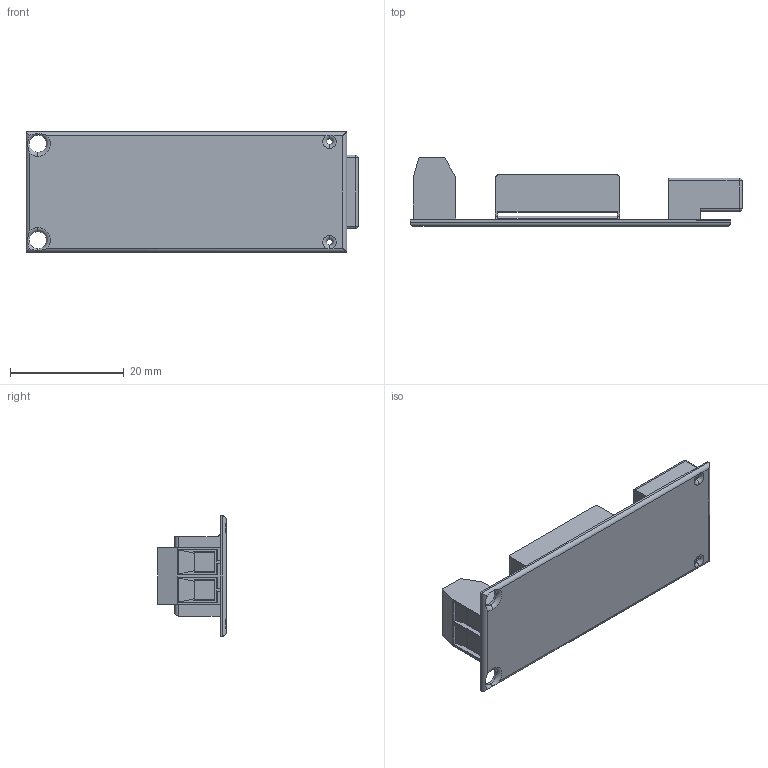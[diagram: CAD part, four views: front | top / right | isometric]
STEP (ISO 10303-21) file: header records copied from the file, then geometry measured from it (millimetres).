
FILE_DESCRIPTION (( 'STEP AP214' ), '1' );
FILE_NAME ('usb ras.STEP', '2020-02-12T04:20:14', ( '' ), ( '' ), 'SwSTEP 2.0', 'SolidWorks 2020', '' );
FILE_SCHEMA (( 'AUTOMOTIVE_DESIGN' ));
Length unit declared in the file: millimetre
Products named in the file (1): usb ras
Bounding box: 58.5 x 12.1 x 21.2 mm (x, y, z)
Volume: 4653.2 mm3; surface area: 5796.4 mm2
Topology: 1 solids, 1 shells, 284 faces, 718 edges, 456 vertices
Faces by surface type: plane 208, cylinder 64, torus 8, sphere 4
Entity records: 10196 total; most frequent: CARTESIAN_POINT 1600, ORIENTED_EDGE 1428, DIRECTION 1356, EDGE_CURVE 714, VECTOR 572, LINE 572, VERTEX_POINT 456, AXIS2_PLACEMENT_3D 392
